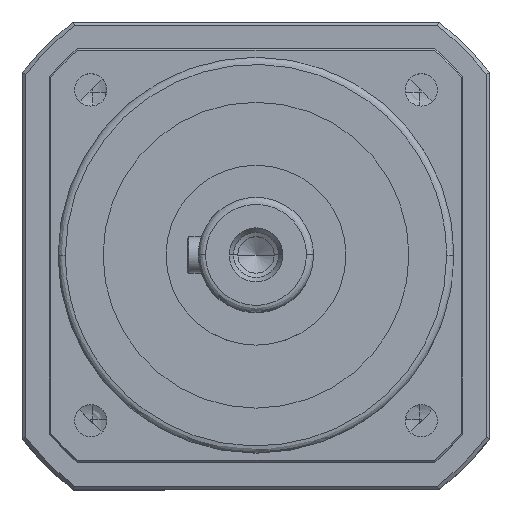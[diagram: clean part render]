
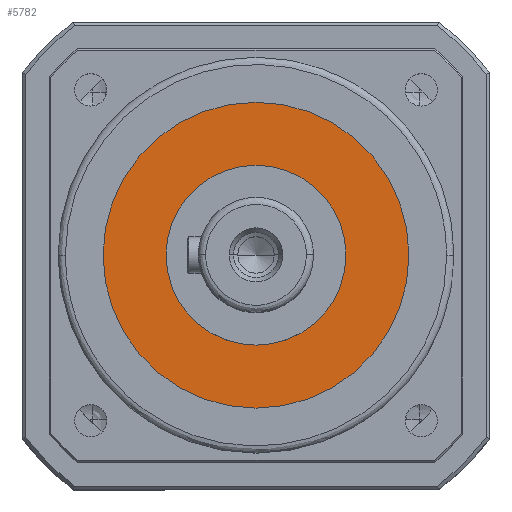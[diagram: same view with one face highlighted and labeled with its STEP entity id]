
A CAD part, top view. The second image highlights one B-rep face of the part: STEP entity #5782.
In plain terms, the highlighted planar face has unit normal (0, 0, 1).
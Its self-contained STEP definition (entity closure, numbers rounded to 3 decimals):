
#453 = EDGE_LOOP ( 'NONE', ( #16173, #11694 ) ) ;
#685 = CIRCLE ( 'NONE', #4547, 25. ) ;
#714 = CARTESIAN_POINT ( 'NONE',  ( -42.5, 0., 159.99 ) ) ;
#871 = DIRECTION ( 'NONE',  ( -1., 0., 0. ) ) ;
#893 = DIRECTION ( 'NONE',  ( 0., 0., -1. ) ) ;
#898 = CARTESIAN_POINT ( 'NONE',  ( 0., 0., 159.99 ) ) ;
#1437 = AXIS2_PLACEMENT_3D ( 'NONE', #14730, #6786, #16032 ) ;
#1597 = CARTESIAN_POINT ( 'NONE',  ( 0., 0., 159.99 ) ) ;
#2440 = DIRECTION ( 'NONE',  ( 0., 0., -1. ) ) ;
#2975 = DIRECTION ( 'NONE',  ( -1., 0., 0. ) ) ;
#3543 = EDGE_CURVE ( 'NONE', #11833, #5542, #685, .T. ) ;
#3584 = VERTEX_POINT ( 'NONE', #714 ) ;
#4547 = AXIS2_PLACEMENT_3D ( 'NONE', #898, #893, #871 ) ;
#5542 = VERTEX_POINT ( 'NONE', #13964 ) ;
#5782 = ADVANCED_FACE ( 'NONE', ( #6861, #13969 ), #6587, .T. ) ;
#5857 = ORIENTED_EDGE ( 'NONE', *, *, #6835, .T. ) ;
#5992 = DIRECTION ( 'NONE',  ( 1., 0., 0. ) ) ;
#6131 = DIRECTION ( 'NONE',  ( 0., 0., 1. ) ) ;
#6151 = CARTESIAN_POINT ( 'NONE',  ( 0., 0., 159.99 ) ) ;
#6393 = CIRCLE ( 'NONE', #1437, 42.5 ) ;
#6587 = PLANE ( 'NONE',  #12143 ) ;
#6689 = AXIS2_PLACEMENT_3D ( 'NONE', #10445, #2440, #11810 ) ;
#6786 = DIRECTION ( 'NONE',  ( 0., 0., 1. ) ) ;
#6835 = EDGE_CURVE ( 'NONE', #5542, #11833, #7868, .T. ) ;
#6861 = FACE_OUTER_BOUND ( 'NONE', #453, .T. ) ;
#6975 = EDGE_LOOP ( 'NONE', ( #5857, #11583 ) ) ;
#7868 = CIRCLE ( 'NONE', #6689, 25. ) ;
#8405 = EDGE_CURVE ( 'NONE', #9340, #3584, #6393, .T. ) ;
#9018 = CARTESIAN_POINT ( 'NONE',  ( 25., 0., 159.99 ) ) ;
#9187 = CARTESIAN_POINT ( 'NONE',  ( 42.5, 0., 159.99 ) ) ;
#9340 = VERTEX_POINT ( 'NONE', #9187 ) ;
#10445 = CARTESIAN_POINT ( 'NONE',  ( 0., 0., 159.99 ) ) ;
#10994 = DIRECTION ( 'NONE',  ( 0., 0., 1. ) ) ;
#11583 = ORIENTED_EDGE ( 'NONE', *, *, #3543, .T. ) ;
#11694 = ORIENTED_EDGE ( 'NONE', *, *, #8405, .T. ) ;
#11810 = DIRECTION ( 'NONE',  ( -1., 0., 0. ) ) ;
#11833 = VERTEX_POINT ( 'NONE', #9018 ) ;
#12143 = AXIS2_PLACEMENT_3D ( 'NONE', #6151, #6131, #5992 ) ;
#13217 = CIRCLE ( 'NONE', #16914, 42.5 ) ;
#13964 = CARTESIAN_POINT ( 'NONE',  ( -25., 0., 159.99 ) ) ;
#13969 = FACE_BOUND ( 'NONE', #6975, .T. ) ;
#14730 = CARTESIAN_POINT ( 'NONE',  ( 0., 0., 159.99 ) ) ;
#15770 = EDGE_CURVE ( 'NONE', #3584, #9340, #13217, .T. ) ;
#16032 = DIRECTION ( 'NONE',  ( -1., 0., 0. ) ) ;
#16173 = ORIENTED_EDGE ( 'NONE', *, *, #15770, .T. ) ;
#16914 = AXIS2_PLACEMENT_3D ( 'NONE', #1597, #10994, #2975 ) ;
